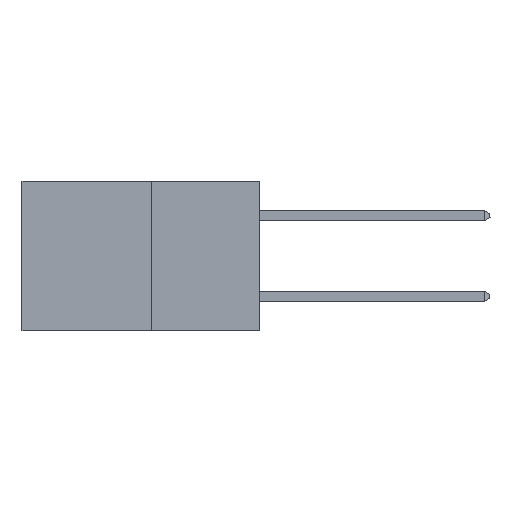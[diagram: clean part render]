
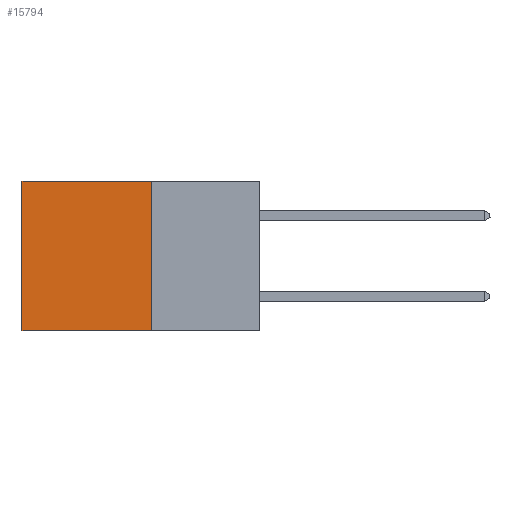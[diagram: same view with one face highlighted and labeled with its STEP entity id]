
A CAD part, left-side view. The second image highlights one B-rep face of the part: STEP entity #15794.
In plain terms, the highlighted planar face has unit normal (-1, 0, 0).
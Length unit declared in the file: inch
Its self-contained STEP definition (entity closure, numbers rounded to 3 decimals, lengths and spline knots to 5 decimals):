
#70 = CARTESIAN_POINT ( 'NONE',  ( 0.277, 0.27, -0.37 ) ) ;
#978 = CARTESIAN_POINT ( 'NONE',  ( 0.277, 0.59, 0. ) ) ;
#1317 = PLANE ( 'NONE',  #5767 ) ;
#1546 = CARTESIAN_POINT ( 'NONE',  ( 0.277, 0.59, -0.37 ) ) ;
#2414 = CARTESIAN_POINT ( 'NONE',  ( 0.277, 0.27, 0. ) ) ;
#2663 = DIRECTION ( 'NONE',  ( 0., 0., -1. ) ) ;
#2982 = EDGE_CURVE ( 'NONE', #11974, #5368, #4353, .T. ) ;
#3223 = VERTEX_POINT ( 'NONE', #8860 ) ;
#3570 = LINE ( 'NONE', #6751, #13557 ) ;
#3663 = EDGE_LOOP ( 'NONE', ( #7792, #9681, #12707, #10592 ) ) ;
#4353 = LINE ( 'NONE', #7508, #14333 ) ;
#4869 = VECTOR ( 'NONE', #13828, 39.37008 ) ;
#5215 = VERTEX_POINT ( 'NONE', #70 ) ;
#5368 = VERTEX_POINT ( 'NONE', #1546 ) ;
#5767 = AXIS2_PLACEMENT_3D ( 'NONE', #6572, #10489, #2663 ) ;
#6052 = CARTESIAN_POINT ( 'NONE',  ( 0.277, 0.27, -0.37 ) ) ;
#6572 = CARTESIAN_POINT ( 'NONE',  ( 0.277, 0.27, -0.37 ) ) ;
#6711 = DIRECTION ( 'NONE',  ( 0., 0., -1. ) ) ;
#6751 = CARTESIAN_POINT ( 'NONE',  ( 0.277, 0.27, -0.37 ) ) ;
#7508 = CARTESIAN_POINT ( 'NONE',  ( 0.277, 0.59, -0.37 ) ) ;
#7624 = EDGE_CURVE ( 'NONE', #3223, #5215, #3570, .T. ) ;
#7792 = ORIENTED_EDGE ( 'NONE', *, *, #2982, .T. ) ;
#8370 = LINE ( 'NONE', #6052, #4869 ) ;
#8860 = CARTESIAN_POINT ( 'NONE',  ( 0.277, 0.27, 0. ) ) ;
#9517 = DIRECTION ( 'NONE',  ( 0., 0., -1. ) ) ;
#9681 = ORIENTED_EDGE ( 'NONE', *, *, #13262, .F. ) ;
#10489 = DIRECTION ( 'NONE',  ( 1., 0., 0. ) ) ;
#10592 = ORIENTED_EDGE ( 'NONE', *, *, #11088, .T. ) ;
#10726 = FACE_OUTER_BOUND ( 'NONE', #3663, .T. ) ;
#11088 = EDGE_CURVE ( 'NONE', #3223, #11974, #14925, .T. ) ;
#11097 = VECTOR ( 'NONE', #14145, 39.37008 ) ;
#11974 = VERTEX_POINT ( 'NONE', #978 ) ;
#12707 = ORIENTED_EDGE ( 'NONE', *, *, #7624, .F. ) ;
#13262 = EDGE_CURVE ( 'NONE', #5215, #5368, #8370, .T. ) ;
#13557 = VECTOR ( 'NONE', #6711, 39.37008 ) ;
#13828 = DIRECTION ( 'NONE',  ( 0., 1., 0. ) ) ;
#14145 = DIRECTION ( 'NONE',  ( 0., 1., 0. ) ) ;
#14333 = VECTOR ( 'NONE', #9517, 39.37008 ) ;
#14925 = LINE ( 'NONE', #2414, #11097 ) ;
#15794 = ADVANCED_FACE ( 'NONE', ( #10726 ), #1317, .F. ) ;
